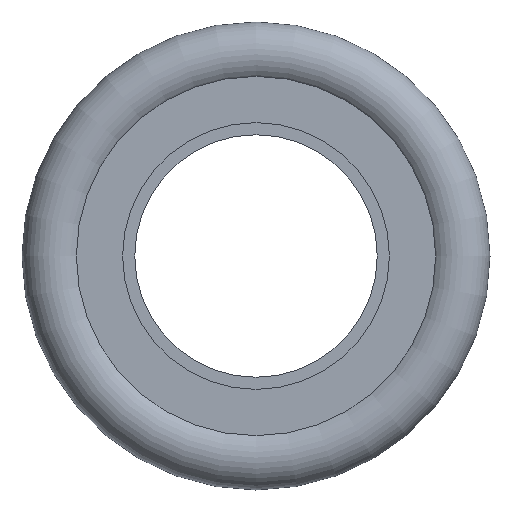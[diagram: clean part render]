
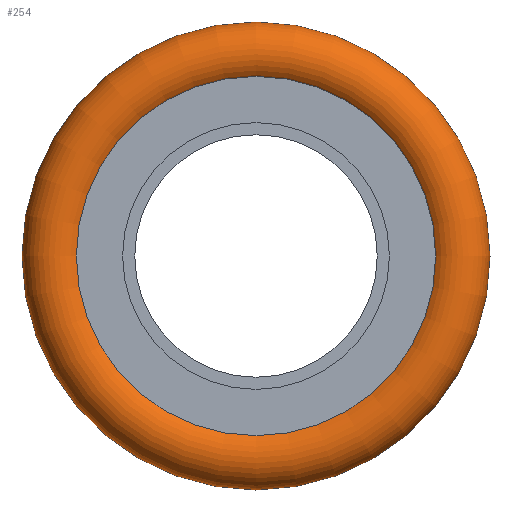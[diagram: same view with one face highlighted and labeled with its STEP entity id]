
A CAD part, front view. The second image highlights one B-rep face of the part: STEP entity #254.
In plain terms, the highlighted toroidal (fillet/blend) face has major radius 16.635 mm and minor radius 2.665 mm.
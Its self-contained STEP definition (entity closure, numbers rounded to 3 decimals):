
#61=FACE_OUTER_BOUND('',#79,.T.);
#79=EDGE_LOOP('',(#234,#235,#236,#237));
#108=CIRCLE('',#356,2.665);
#109=CIRCLE('',#357,13.97);
#135=VERTEX_POINT('',#533);
#168=EDGE_CURVE('',#135,#135,#108,.T.);
#169=EDGE_CURVE('',#135,#135,#109,.T.);
#234=ORIENTED_EDGE('',*,*,#168,.F.);
#235=ORIENTED_EDGE('',*,*,#169,.T.);
#236=ORIENTED_EDGE('',*,*,#168,.T.);
#237=ORIENTED_EDGE('',*,*,#169,.F.);
#241=TOROIDAL_SURFACE('',#355,16.635,2.665);
#254=ADVANCED_FACE('',(#61),#241,.T.);
#355=AXIS2_PLACEMENT_3D('',#532,#450,#451);
#356=AXIS2_PLACEMENT_3D('',#534,#452,#453);
#357=AXIS2_PLACEMENT_3D('',#535,#454,#455);
#450=DIRECTION('center_axis',(0.,1.,0.));
#451=DIRECTION('ref_axis',(0.,0.,1.));
#452=DIRECTION('center_axis',(-1.,0.,0.));
#453=DIRECTION('ref_axis',(0.,0.,-1.));
#454=DIRECTION('center_axis',(0.,-1.,0.));
#455=DIRECTION('ref_axis',(0.,0.,1.));
#532=CARTESIAN_POINT('Origin',(0.,0.,0.));
#533=CARTESIAN_POINT('',(0.,0.,-13.97));
#534=CARTESIAN_POINT('Origin',(0.,0.,-16.635));
#535=CARTESIAN_POINT('Origin',(0.,0.,0.));
